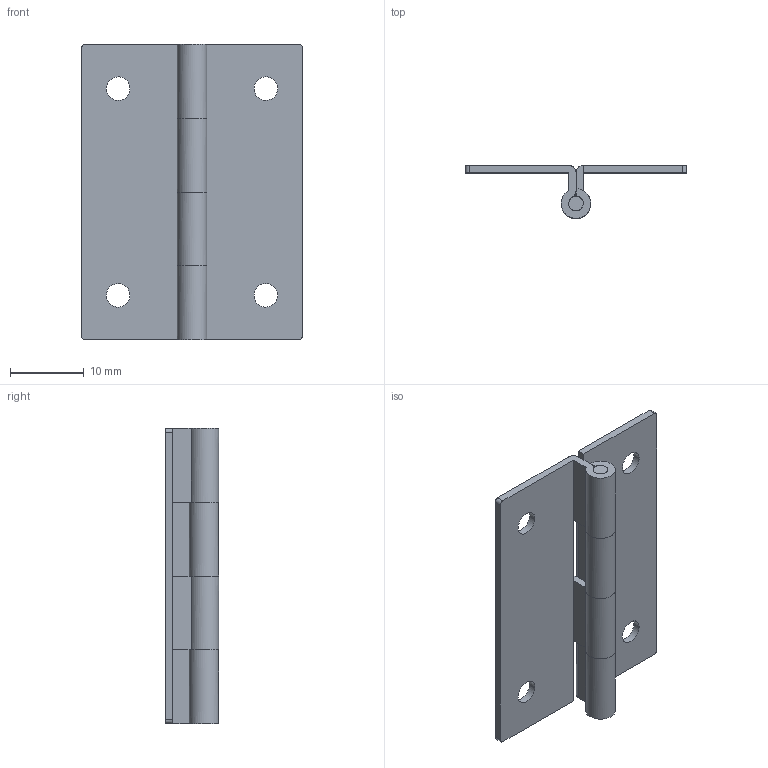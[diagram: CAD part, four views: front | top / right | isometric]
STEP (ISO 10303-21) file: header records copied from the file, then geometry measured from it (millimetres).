
FILE_DESCRIPTION((''),'2;1');
FILE_NAME('','2005-04-20T09:20:26',(''),(''),'','CADfix','');
FILE_SCHEMA(('AUTOMOTIVE_DESIGN'));
Length unit declared in the file: millimetre
Products named in the file (4): shaft; hinge piece_B; hinge piece_A; TH_21_2_6211_36
Assembly tree (3 placements, depth 2):
  TH_21_2_6211_36
    shaft
    hinge piece_B
    hinge piece_A
Bounding box: 30 x 7.2 x 40 mm (x, y, z)
Volume: 1710.5 mm3; surface area: 3782.3 mm2
Topology: 3 solids, 3 shells, 66 faces, 188 edges, 128 vertices
Faces by surface type: bspline 66
Entity records: 2361 total; most frequent: CARTESIAN_POINT 1210, ORIENTED_EDGE 376, EDGE_CURVE 188, VERTEX_POINT 128, QUASI_UNIFORM_CURVE 104, EDGE_LOOP 74, FACE_OUTER_BOUND 66, ADVANCED_FACE 66
